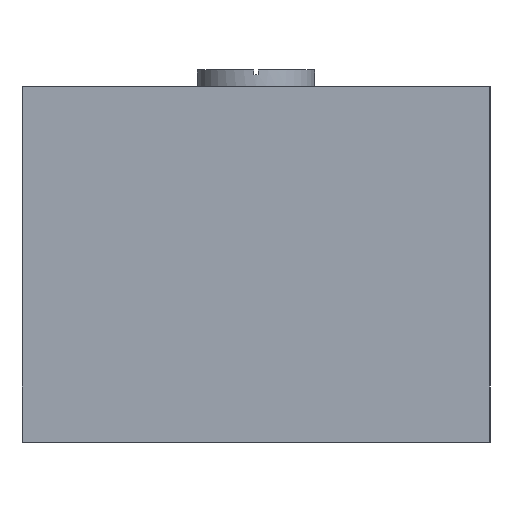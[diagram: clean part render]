
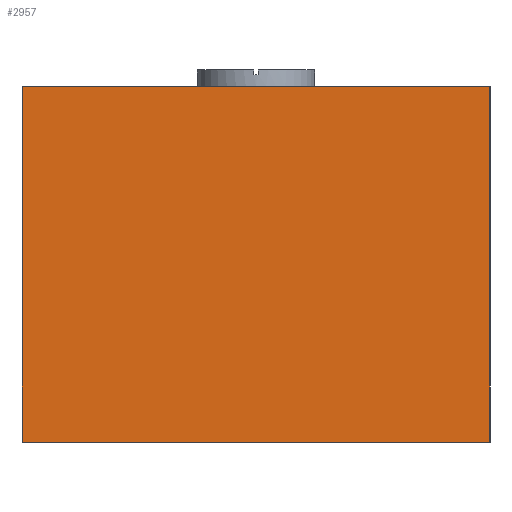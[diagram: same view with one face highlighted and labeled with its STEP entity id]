
A CAD part, left-side view. The second image highlights one B-rep face of the part: STEP entity #2957.
In plain terms, the highlighted planar face has unit normal (-1, 0, 0).
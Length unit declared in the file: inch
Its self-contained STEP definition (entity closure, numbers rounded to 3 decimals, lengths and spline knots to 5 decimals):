
#146 = AXIS2_PLACEMENT_3D ( 'NONE', #9361, #9510, #6237 ) ;
#901 = EDGE_LOOP ( 'NONE', ( #7830, #9187, #3006, #5951 ) ) ;
#1309 = EDGE_CURVE ( 'NONE', #8456, #3397, #2179, .T. ) ;
#1408 = DIRECTION ( 'NONE',  ( 0., 0., -1. ) ) ;
#1528 = EDGE_CURVE ( 'NONE', #3397, #7441, #6488, .T. ) ;
#2179 = LINE ( 'NONE', #4627, #6505 ) ;
#2204 = VECTOR ( 'NONE', #3377, 39.37008 ) ;
#2261 = LINE ( 'NONE', #5389, #5416 ) ;
#2957 = ADVANCED_FACE ( 'NONE', ( #10184 ), #6332, .F. ) ;
#3006 = ORIENTED_EDGE ( 'NONE', *, *, #5422, .F. ) ;
#3377 = DIRECTION ( 'NONE',  ( 0., -1., 0. ) ) ;
#3397 = VERTEX_POINT ( 'NONE', #5538 ) ;
#3418 = EDGE_CURVE ( 'NONE', #9487, #7441, #6987, .T. ) ;
#4042 = DIRECTION ( 'NONE',  ( 0., -1., 0. ) ) ;
#4627 = CARTESIAN_POINT ( 'NONE',  ( -0.89961, 0.5, 0.75984 ) ) ;
#4664 = CARTESIAN_POINT ( 'NONE',  ( -0.89961, 0.5, 0.75984 ) ) ;
#4829 = CARTESIAN_POINT ( 'NONE',  ( -0.89961, -0.5, 0. ) ) ;
#5389 = CARTESIAN_POINT ( 'NONE',  ( -0.89961, -0.5, 0.75984 ) ) ;
#5416 = VECTOR ( 'NONE', #4042, 39.37008 ) ;
#5422 = EDGE_CURVE ( 'NONE', #8456, #9487, #2261, .T. ) ;
#5538 = CARTESIAN_POINT ( 'NONE',  ( -0.89961, 0.5, 0. ) ) ;
#5951 = ORIENTED_EDGE ( 'NONE', *, *, #1309, .T. ) ;
#6237 = DIRECTION ( 'NONE',  ( 0., 0., -1. ) ) ;
#6256 = DIRECTION ( 'NONE',  ( 0., 0., -1. ) ) ;
#6332 = PLANE ( 'NONE',  #146 ) ;
#6488 = LINE ( 'NONE', #4829, #2204 ) ;
#6505 = VECTOR ( 'NONE', #1408, 39.37008 ) ;
#6918 = CARTESIAN_POINT ( 'NONE',  ( -0.89961, -0.5, 0.75984 ) ) ;
#6987 = LINE ( 'NONE', #7922, #8635 ) ;
#7441 = VERTEX_POINT ( 'NONE', #7634 ) ;
#7634 = CARTESIAN_POINT ( 'NONE',  ( -0.89961, -0.5, 0. ) ) ;
#7830 = ORIENTED_EDGE ( 'NONE', *, *, #1528, .T. ) ;
#7922 = CARTESIAN_POINT ( 'NONE',  ( -0.89961, -0.5, 0.75984 ) ) ;
#8456 = VERTEX_POINT ( 'NONE', #4664 ) ;
#8635 = VECTOR ( 'NONE', #6256, 39.37008 ) ;
#9187 = ORIENTED_EDGE ( 'NONE', *, *, #3418, .F. ) ;
#9361 = CARTESIAN_POINT ( 'NONE',  ( -0.89961, -0.5, 0.75984 ) ) ;
#9487 = VERTEX_POINT ( 'NONE', #6918 ) ;
#9510 = DIRECTION ( 'NONE',  ( 1., 0., 0. ) ) ;
#10184 = FACE_OUTER_BOUND ( 'NONE', #901, .T. ) ;
